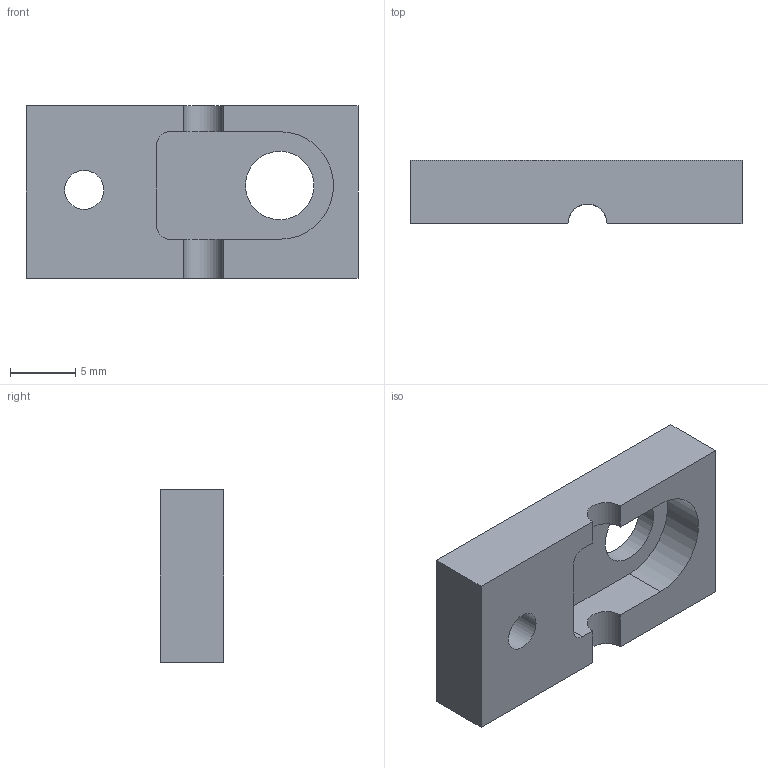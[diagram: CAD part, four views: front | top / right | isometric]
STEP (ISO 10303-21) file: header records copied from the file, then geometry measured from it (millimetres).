
FILE_DESCRIPTION(/* description */ ('STEP AP214'),/* implementation_level */ '2;1');
FILE_NAME(/* name */ '3.1 Calf Support Left_metal.stp',/* time_stamp */ '2023-04-15T22:09:44+06:00',/* author */ ('shailesh suthar'),/* organization */ (''),/* preprocessor_version */ 'ST-DEVELOPER v18.1',/* originating_system */ 'Autodesk Inventor 2022',/* authorisation */ '');
FILE_SCHEMA (('AUTOMOTIVE_DESIGN { 1 0 10303 214 3 1 1 }'));
Length unit declared in the file: millimetre
Products named in the file (1): 3.1 Calf Support Left_metal
Bounding box: 25.46 x 4.88 x 13.25 mm (x, y, z)
Volume: 1164.1 mm3; surface area: 1212.4 mm2
Topology: 1 solids, 1 shells, 31 faces, 84 edges, 56 vertices
Faces by surface type: plane 18, cylinder 13
Full cylindrical faces by diameter (mm): 3 x1, 5.25 x1
Entity records: 1035 total; most frequent: DIRECTION 174, CARTESIAN_POINT 172, ORIENTED_EDGE 168, EDGE_CURVE 84, LINE 58, VECTOR 58, AXIS2_PLACEMENT_3D 58, VERTEX_POINT 56
